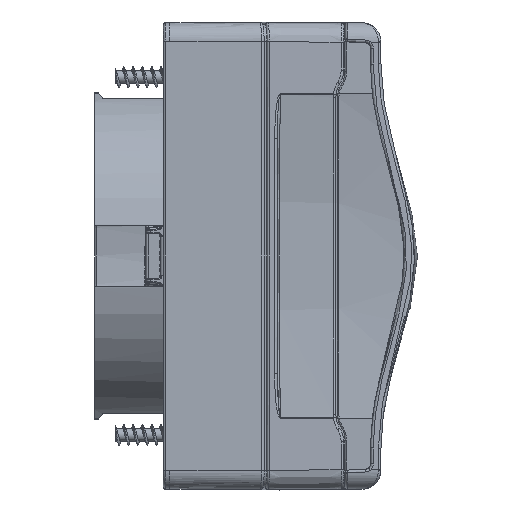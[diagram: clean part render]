
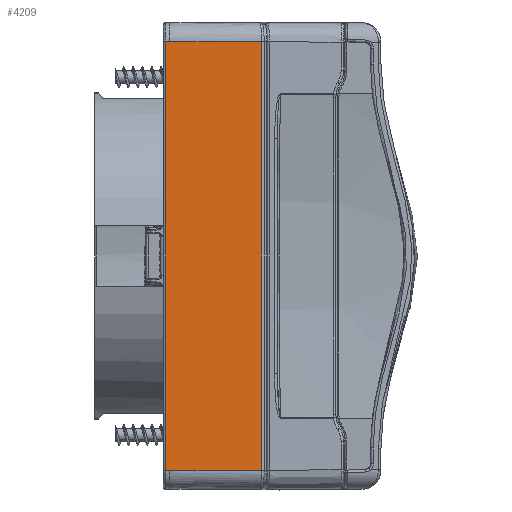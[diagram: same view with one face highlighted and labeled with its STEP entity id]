
A CAD part, front view. The second image highlights one B-rep face of the part: STEP entity #4209.
In plain terms, the highlighted planar face has unit normal (-0.009, -1, 0).
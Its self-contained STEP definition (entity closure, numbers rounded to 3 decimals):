
#1032 = VERTEX_POINT ( 'NONE', #73297 ) ;
#4083 = CARTESIAN_POINT ( 'NONE',  ( -11.804, -44.834, 0. ) ) ;
#4209 = ADVANCED_FACE ( 'NONE', ( #112326 ), #20879, .T. ) ;
#6607 = VERTEX_POINT ( 'NONE', #116776 ) ;
#7383 = DIRECTION ( 'NONE',  ( 0., 0., 1. ) ) ;
#7911 = VECTOR ( 'NONE', #89118, 1000. ) ;
#9327 = VERTEX_POINT ( 'NONE', #24802 ) ;
#10527 = CARTESIAN_POINT ( 'NONE',  ( -11., -44.841, 41.3 ) ) ;
#19759 = EDGE_LOOP ( 'NONE', ( #102959, #112635, #19814, #55186, #56594, #119158 ) ) ;
#19814 = ORIENTED_EDGE ( 'NONE', *, *, #88357, .T. ) ;
#20879 = PLANE ( 'NONE',  #27788 ) ;
#22530 = DIRECTION ( 'NONE',  ( 1., -0.009, 0. ) ) ;
#24122 = VECTOR ( 'NONE', #22530, 1000. ) ;
#24580 = CARTESIAN_POINT ( 'NONE',  ( -11., -44.841, -41.3 ) ) ;
#24802 = CARTESIAN_POINT ( 'NONE',  ( 6.67, -44.995, -41.3 ) ) ;
#26981 = LINE ( 'NONE', #78393, #62458 ) ;
#27788 = AXIS2_PLACEMENT_3D ( 'NONE', #60949, #39598, #61591 ) ;
#31379 = VECTOR ( 'NONE', #7383, 1000. ) ;
#37815 = CARTESIAN_POINT ( 'NONE',  ( -11.804, -44.834, 41.3 ) ) ;
#39598 = DIRECTION ( 'NONE',  ( -0.009, -1., 0. ) ) ;
#41880 = EDGE_CURVE ( 'NONE', #56000, #9327, #67759, .T. ) ;
#48750 = LINE ( 'NONE', #69448, #31379 ) ;
#55186 = ORIENTED_EDGE ( 'NONE', *, *, #68106, .T. ) ;
#56000 = VERTEX_POINT ( 'NONE', #24580 ) ;
#56594 = ORIENTED_EDGE ( 'NONE', *, *, #41880, .T. ) ;
#60949 = CARTESIAN_POINT ( 'NONE',  ( 7.23, -45., 41.3 ) ) ;
#61591 = DIRECTION ( 'NONE',  ( -1., 0.009, 0. ) ) ;
#62458 = VECTOR ( 'NONE', #119098, 1000. ) ;
#67759 = LINE ( 'NONE', #127220, #7911 ) ;
#68106 = EDGE_CURVE ( 'NONE', #1032, #56000, #26981, .T. ) ;
#69448 = CARTESIAN_POINT ( 'NONE',  ( 6.67, -44.995, 41.3 ) ) ;
#73297 = CARTESIAN_POINT ( 'NONE',  ( -11.804, -44.834, -41.3 ) ) ;
#74069 = LINE ( 'NONE', #75405, #86754 ) ;
#74127 = CARTESIAN_POINT ( 'NONE',  ( 6.67, -44.995, 41.3 ) ) ;
#75405 = CARTESIAN_POINT ( 'NONE',  ( 7.23, -45., 41.3 ) ) ;
#78393 = CARTESIAN_POINT ( 'NONE',  ( -11., -44.841, -41.3 ) ) ;
#83283 = LINE ( 'NONE', #10527, #24122 ) ;
#84375 = VECTOR ( 'NONE', #117565, 1000. ) ;
#86754 = VECTOR ( 'NONE', #116092, 1000. ) ;
#86882 = LINE ( 'NONE', #4083, #84375 ) ;
#88357 = EDGE_CURVE ( 'NONE', #95914, #1032, #86882, .T. ) ;
#89118 = DIRECTION ( 'NONE',  ( 1., -0.009, 0. ) ) ;
#93111 = VERTEX_POINT ( 'NONE', #74127 ) ;
#95914 = VERTEX_POINT ( 'NONE', #37815 ) ;
#102959 = ORIENTED_EDGE ( 'NONE', *, *, #118298, .T. ) ;
#112326 = FACE_OUTER_BOUND ( 'NONE', #19759, .T. ) ;
#112635 = ORIENTED_EDGE ( 'NONE', *, *, #129840, .F. ) ;
#116092 = DIRECTION ( 'NONE',  ( -1., 0.009, 0. ) ) ;
#116776 = CARTESIAN_POINT ( 'NONE',  ( -11., -44.841, 41.3 ) ) ;
#117565 = DIRECTION ( 'NONE',  ( 0., 0., -1. ) ) ;
#118298 = EDGE_CURVE ( 'NONE', #93111, #6607, #74069, .T. ) ;
#119098 = DIRECTION ( 'NONE',  ( 1., -0.009, 0. ) ) ;
#119158 = ORIENTED_EDGE ( 'NONE', *, *, #120884, .T. ) ;
#120884 = EDGE_CURVE ( 'NONE', #9327, #93111, #48750, .T. ) ;
#127220 = CARTESIAN_POINT ( 'NONE',  ( 7.23, -45., -41.3 ) ) ;
#129840 = EDGE_CURVE ( 'NONE', #95914, #6607, #83283, .T. ) ;
